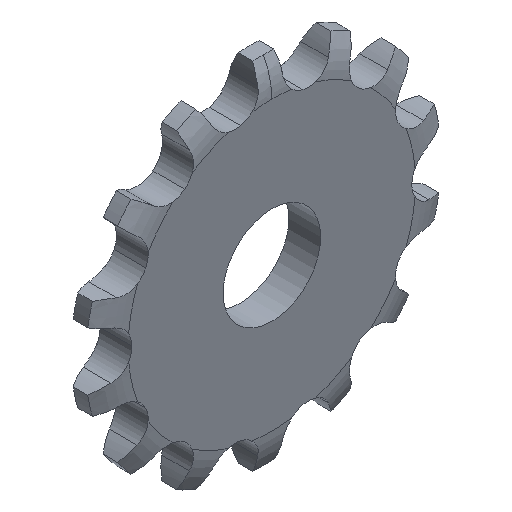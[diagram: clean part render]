
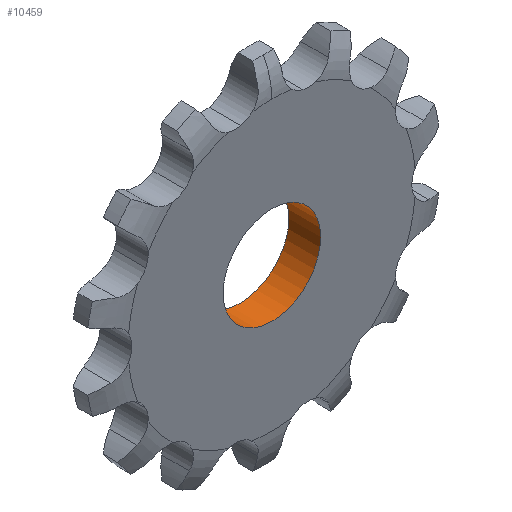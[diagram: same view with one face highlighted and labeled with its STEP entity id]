
A CAD part, isometric view. The second image highlights one B-rep face of the part: STEP entity #10459.
In plain terms, the highlighted cylindrical face has radius 4 mm (diameter 8 mm), a full revolution.
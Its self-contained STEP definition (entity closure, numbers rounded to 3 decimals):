
#210 = PLANE('',#211);
#211 = AXIS2_PLACEMENT_3D('',#212,#213,#214);
#212 = CARTESIAN_POINT('',(0.,0.,
    0.));
#213 = DIRECTION('',(0.,1.,0.));
#214 = DIRECTION('',(0.,0.,-1.));
#505 = PLANE('',#506);
#506 = AXIS2_PLACEMENT_3D('',#507,#508,#509);
#507 = CARTESIAN_POINT('',(0.,-2.6,0.));
#508 = DIRECTION('',(0.,-1.,0.));
#509 = DIRECTION('',(0.,0.,1.));
#2485 = EDGE_CURVE('',#2486,#2486,#2488,.T.);
#2486 = VERTEX_POINT('',#2487);
#2487 = CARTESIAN_POINT('',(4.,0.,0.));
#2488 = SURFACE_CURVE('',#2489,(#2494,#2505),.PCURVE_S1.);
#2489 = CIRCLE('',#2490,4.);
#2490 = AXIS2_PLACEMENT_3D('',#2491,#2492,#2493);
#2491 = CARTESIAN_POINT('',(0.,0.,0.));
#2492 = DIRECTION('',(0.,-1.,0.));
#2493 = DIRECTION('',(1.,0.,0.));
#2494 = PCURVE('',#210,#2495);
#2495 = DEFINITIONAL_REPRESENTATION('',(#2496),#2504);
#2496 = ( BOUNDED_CURVE() B_SPLINE_CURVE(2,(#2497,#2498,#2499,#2500,
#2501,#2502,#2503),.UNSPECIFIED.,.T.,.F.) B_SPLINE_CURVE_WITH_KNOTS((1,2
    ,2,2,2,1),(-2.094,0.,2.094,4.189,
6.283,8.378),.UNSPECIFIED.) CURVE() 
GEOMETRIC_REPRESENTATION_ITEM() RATIONAL_B_SPLINE_CURVE((1.,0.5,1.,0.5,
1.,0.5,1.)) REPRESENTATION_ITEM('') );
#2497 = CARTESIAN_POINT('',(0.,-4.));
#2498 = CARTESIAN_POINT('',(-6.928,-4.));
#2499 = CARTESIAN_POINT('',(-3.464,2.));
#2500 = CARTESIAN_POINT('',(0.,8.));
#2501 = CARTESIAN_POINT('',(3.464,2.));
#2502 = CARTESIAN_POINT('',(6.928,-4.));
#2503 = CARTESIAN_POINT('',(0.,-4.));
#2504 = ( GEOMETRIC_REPRESENTATION_CONTEXT(2) 
PARAMETRIC_REPRESENTATION_CONTEXT() REPRESENTATION_CONTEXT('2D SPACE',''
  ) );
#2505 = PCURVE('',#2506,#2511);
#2506 = CYLINDRICAL_SURFACE('',#2507,4.);
#2507 = AXIS2_PLACEMENT_3D('',#2508,#2509,#2510);
#2508 = CARTESIAN_POINT('',(0.,0.,0.));
#2509 = DIRECTION('',(0.,1.,0.));
#2510 = DIRECTION('',(1.,0.,0.));
#2511 = DEFINITIONAL_REPRESENTATION('',(#2512),#2516);
#2512 = LINE('',#2513,#2514);
#2513 = CARTESIAN_POINT('',(-0.,0.));
#2514 = VECTOR('',#2515,1.);
#2515 = DIRECTION('',(-1.,0.));
#2516 = ( GEOMETRIC_REPRESENTATION_CONTEXT(2) 
PARAMETRIC_REPRESENTATION_CONTEXT() REPRESENTATION_CONTEXT('2D SPACE',''
  ) );
#4196 = EDGE_CURVE('',#4197,#4197,#4199,.T.);
#4197 = VERTEX_POINT('',#4198);
#4198 = CARTESIAN_POINT('',(4.,-2.6,0.));
#4199 = SURFACE_CURVE('',#4200,(#4205,#4216),.PCURVE_S1.);
#4200 = CIRCLE('',#4201,4.);
#4201 = AXIS2_PLACEMENT_3D('',#4202,#4203,#4204);
#4202 = CARTESIAN_POINT('',(0.,-2.6,0.));
#4203 = DIRECTION('',(-0.,1.,0.));
#4204 = DIRECTION('',(1.,0.,0.));
#4205 = PCURVE('',#505,#4206);
#4206 = DEFINITIONAL_REPRESENTATION('',(#4207),#4215);
#4207 = ( BOUNDED_CURVE() B_SPLINE_CURVE(2,(#4208,#4209,#4210,#4211,
#4212,#4213,#4214),.UNSPECIFIED.,.T.,.F.) B_SPLINE_CURVE_WITH_KNOTS((1,2
    ,2,2,2,1),(-2.094,0.,2.094,4.189,
6.283,8.378),.UNSPECIFIED.) CURVE() 
GEOMETRIC_REPRESENTATION_ITEM() RATIONAL_B_SPLINE_CURVE((1.,0.5,1.,0.5,
1.,0.5,1.)) REPRESENTATION_ITEM('') );
#4208 = CARTESIAN_POINT('',(0.,-4.));
#4209 = CARTESIAN_POINT('',(-6.928,-4.));
#4210 = CARTESIAN_POINT('',(-3.464,2.));
#4211 = CARTESIAN_POINT('',(0.,8.));
#4212 = CARTESIAN_POINT('',(3.464,2.));
#4213 = CARTESIAN_POINT('',(6.928,-4.));
#4214 = CARTESIAN_POINT('',(0.,-4.));
#4215 = ( GEOMETRIC_REPRESENTATION_CONTEXT(2) 
PARAMETRIC_REPRESENTATION_CONTEXT() REPRESENTATION_CONTEXT('2D SPACE',''
  ) );
#4216 = PCURVE('',#2506,#4217);
#4217 = DEFINITIONAL_REPRESENTATION('',(#4218),#4222);
#4218 = LINE('',#4219,#4220);
#4219 = CARTESIAN_POINT('',(-6.283,-2.6));
#4220 = VECTOR('',#4221,1.);
#4221 = DIRECTION('',(1.,-0.));
#4222 = ( GEOMETRIC_REPRESENTATION_CONTEXT(2) 
PARAMETRIC_REPRESENTATION_CONTEXT() REPRESENTATION_CONTEXT('2D SPACE',''
  ) );
#10459 = ADVANCED_FACE('',(#10460),#2506,.F.);
#10460 = FACE_BOUND('',#10461,.T.);
#10461 = EDGE_LOOP('',(#10462,#10463,#10484,#10485));
#10462 = ORIENTED_EDGE('',*,*,#2485,.F.);
#10463 = ORIENTED_EDGE('',*,*,#10464,.T.);
#10464 = EDGE_CURVE('',#2486,#4197,#10465,.T.);
#10465 = SEAM_CURVE('',#10466,(#10470,#10477),.PCURVE_S1.);
#10466 = LINE('',#10467,#10468);
#10467 = CARTESIAN_POINT('',(4.,0.,0.));
#10468 = VECTOR('',#10469,1.);
#10469 = DIRECTION('',(0.,-1.,0.));
#10470 = PCURVE('',#2506,#10471);
#10471 = DEFINITIONAL_REPRESENTATION('',(#10472),#10476);
#10472 = LINE('',#10473,#10474);
#10473 = CARTESIAN_POINT('',(-6.283,0.));
#10474 = VECTOR('',#10475,1.);
#10475 = DIRECTION('',(-0.,-1.));
#10476 = ( GEOMETRIC_REPRESENTATION_CONTEXT(2) 
PARAMETRIC_REPRESENTATION_CONTEXT() REPRESENTATION_CONTEXT('2D SPACE',''
  ) );
#10477 = PCURVE('',#2506,#10478);
#10478 = DEFINITIONAL_REPRESENTATION('',(#10479),#10483);
#10479 = LINE('',#10480,#10481);
#10480 = CARTESIAN_POINT('',(-0.,0.));
#10481 = VECTOR('',#10482,1.);
#10482 = DIRECTION('',(-0.,-1.));
#10483 = ( GEOMETRIC_REPRESENTATION_CONTEXT(2) 
PARAMETRIC_REPRESENTATION_CONTEXT() REPRESENTATION_CONTEXT('2D SPACE',''
  ) );
#10484 = ORIENTED_EDGE('',*,*,#4196,.F.);
#10485 = ORIENTED_EDGE('',*,*,#10464,.F.);
